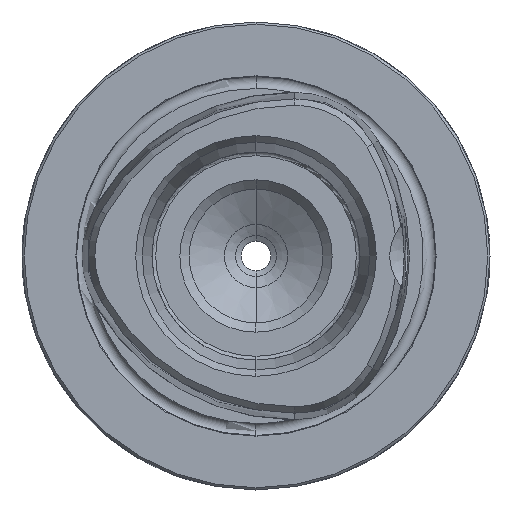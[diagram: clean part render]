
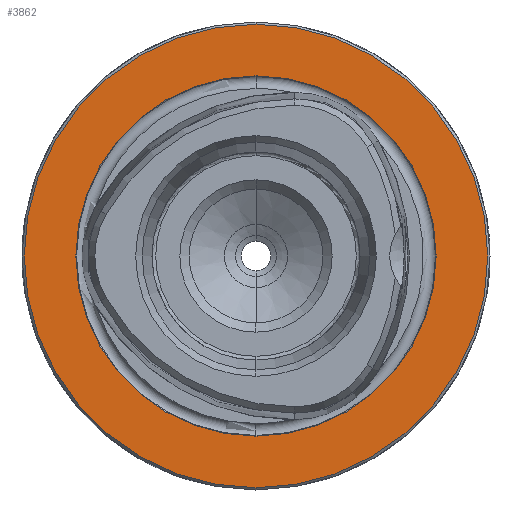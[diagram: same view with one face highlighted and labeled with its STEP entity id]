
A CAD part, left-side view. The second image highlights one B-rep face of the part: STEP entity #3862.
In plain terms, the highlighted planar face has unit normal (-1, 0, 0).
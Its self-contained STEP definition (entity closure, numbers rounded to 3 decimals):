
#58 = DIRECTION ( 'NONE',  ( -1., 0., 0. ) ) ;
#104 = CARTESIAN_POINT ( 'NONE',  ( 0., 0., 31.2 ) ) ;
#195 = CARTESIAN_POINT ( 'NONE',  ( 0., 0., 0. ) ) ;
#263 = AXIS2_PLACEMENT_3D ( 'NONE', #4261, #1014, #3897 ) ;
#576 = AXIS2_PLACEMENT_3D ( 'NONE', #1685, #3145, #981 ) ;
#583 = FACE_OUTER_BOUND ( 'NONE', #4224, .T. ) ;
#624 = EDGE_CURVE ( 'NONE', #762, #4211, #4159, .T. ) ;
#650 = ORIENTED_EDGE ( 'NONE', *, *, #673, .T. ) ;
#669 = AXIS2_PLACEMENT_3D ( 'NONE', #2916, #1109, #4376 ) ;
#673 = EDGE_CURVE ( 'NONE', #4319, #2913, #2581, .T. ) ;
#762 = VERTEX_POINT ( 'NONE', #3734 ) ;
#838 = ORIENTED_EDGE ( 'NONE', *, *, #4724, .T. ) ;
#981 = DIRECTION ( 'NONE',  ( 0., 0., -1. ) ) ;
#1014 = DIRECTION ( 'NONE',  ( -1., 0., 0. ) ) ;
#1109 = DIRECTION ( 'NONE',  ( -1., 0., 0. ) ) ;
#1170 = EDGE_CURVE ( 'NONE', #4211, #762, #1425, .T. ) ;
#1212 = AXIS2_PLACEMENT_3D ( 'NONE', #1847, #58, #2210 ) ;
#1358 = AXIS2_PLACEMENT_3D ( 'NONE', #195, #3835, #1361 ) ;
#1361 = DIRECTION ( 'NONE',  ( 0., 0., 1. ) ) ;
#1425 = CIRCLE ( 'NONE', #263, 24.25 ) ;
#1685 = CARTESIAN_POINT ( 'NONE',  ( 0., 24.25, 0. ) ) ;
#1833 = ORIENTED_EDGE ( 'NONE', *, *, #624, .F. ) ;
#1847 = CARTESIAN_POINT ( 'NONE',  ( 0., 0., 0. ) ) ;
#2196 = CIRCLE ( 'NONE', #1358, 31.2 ) ;
#2210 = DIRECTION ( 'NONE',  ( 0., 0., 1. ) ) ;
#2518 = EDGE_LOOP ( 'NONE', ( #1833, #3173 ) ) ;
#2581 = CIRCLE ( 'NONE', #669, 31.2 ) ;
#2905 = CARTESIAN_POINT ( 'NONE',  ( 0., 0., -31.2 ) ) ;
#2913 = VERTEX_POINT ( 'NONE', #2905 ) ;
#2916 = CARTESIAN_POINT ( 'NONE',  ( 0., 0., 0. ) ) ;
#3011 = CARTESIAN_POINT ( 'NONE',  ( 0., 0., -24.25 ) ) ;
#3145 = DIRECTION ( 'NONE',  ( 1., 0., 0. ) ) ;
#3173 = ORIENTED_EDGE ( 'NONE', *, *, #1170, .F. ) ;
#3496 = PLANE ( 'NONE',  #576 ) ;
#3734 = CARTESIAN_POINT ( 'NONE',  ( 0., 0., 24.25 ) ) ;
#3835 = DIRECTION ( 'NONE',  ( -1., 0., 0. ) ) ;
#3838 = FACE_BOUND ( 'NONE', #2518, .T. ) ;
#3862 = ADVANCED_FACE ( 'NONE', ( #3838, #583 ), #3496, .F. ) ;
#3897 = DIRECTION ( 'NONE',  ( 0., 0., 1. ) ) ;
#4159 = CIRCLE ( 'NONE', #1212, 24.25 ) ;
#4211 = VERTEX_POINT ( 'NONE', #3011 ) ;
#4224 = EDGE_LOOP ( 'NONE', ( #838, #650 ) ) ;
#4261 = CARTESIAN_POINT ( 'NONE',  ( 0., 0., 0. ) ) ;
#4319 = VERTEX_POINT ( 'NONE', #104 ) ;
#4376 = DIRECTION ( 'NONE',  ( 0., 0., 1. ) ) ;
#4724 = EDGE_CURVE ( 'NONE', #2913, #4319, #2196, .T. ) ;
